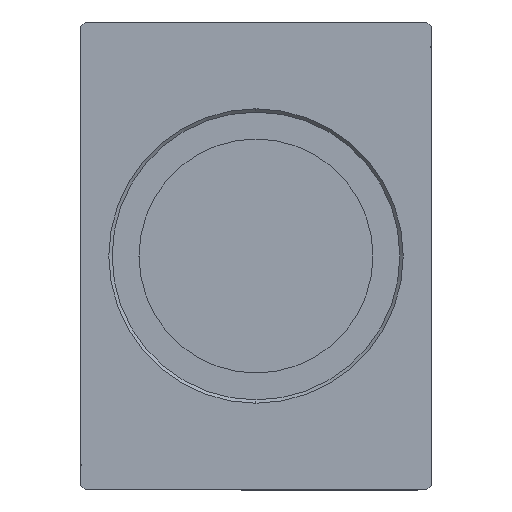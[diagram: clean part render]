
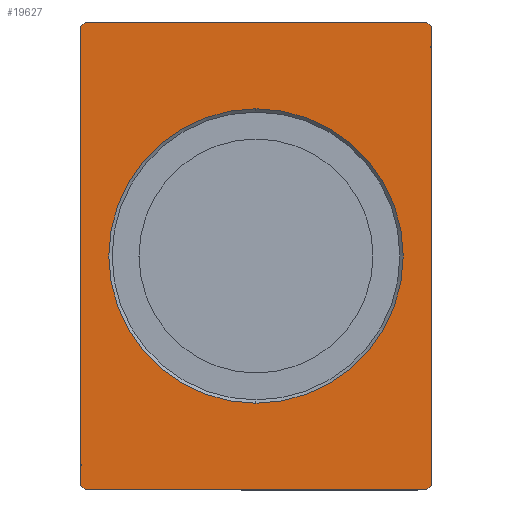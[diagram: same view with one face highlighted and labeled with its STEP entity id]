
A CAD part, left-side view. The second image highlights one B-rep face of the part: STEP entity #19627.
In plain terms, the highlighted planar face has unit normal (-1, 0, 0).
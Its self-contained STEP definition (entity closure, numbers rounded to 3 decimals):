
#195 = CARTESIAN_POINT ( 'NONE',  ( 0., 37.5, -49. ) ) ;
#739 = EDGE_CURVE ( 'NONE', #28143, #28654, #15142, .T. ) ;
#1020 = CARTESIAN_POINT ( 'NONE',  ( 0., -36.5, 50. ) ) ;
#1125 = EDGE_CURVE ( 'NONE', #31579, #39840, #18993, .T. ) ;
#1785 = CARTESIAN_POINT ( 'NONE',  ( 0., -36.5, -50. ) ) ;
#3711 = VECTOR ( 'NONE', #33349, 1000. ) ;
#3729 = CARTESIAN_POINT ( 'NONE',  ( 0., 0., 31.45 ) ) ;
#3790 = DIRECTION ( 'NONE',  ( 0., 1., 0. ) ) ;
#4490 = LINE ( 'NONE', #17078, #5116 ) ;
#5116 = VECTOR ( 'NONE', #29679, 1000. ) ;
#5434 = CARTESIAN_POINT ( 'NONE',  ( 0., 37.5, 49. ) ) ;
#5805 = VERTEX_POINT ( 'NONE', #1785 ) ;
#6185 = ORIENTED_EDGE ( 'NONE', *, *, #18008, .F. ) ;
#6216 = ORIENTED_EDGE ( 'NONE', *, *, #14520, .T. ) ;
#6968 = EDGE_CURVE ( 'NONE', #24052, #40277, #24236, .T. ) ;
#7027 = VECTOR ( 'NONE', #16150, 1000. ) ;
#7610 = VECTOR ( 'NONE', #34121, 1000. ) ;
#8236 = ORIENTED_EDGE ( 'NONE', *, *, #25406, .F. ) ;
#9082 = DIRECTION ( 'NONE',  ( 0., 0.707, -0.707 ) ) ;
#9225 = VERTEX_POINT ( 'NONE', #32476 ) ;
#10223 = ORIENTED_EDGE ( 'NONE', *, *, #6968, .T. ) ;
#10397 = DIRECTION ( 'NONE',  ( 0., 0., -1. ) ) ;
#11352 = VECTOR ( 'NONE', #30279, 1000. ) ;
#11998 = EDGE_CURVE ( 'NONE', #22787, #28143, #4490, .T. ) ;
#12170 = CARTESIAN_POINT ( 'NONE',  ( 0., -37.5, -49. ) ) ;
#12342 = DIRECTION ( 'NONE',  ( 1., 0., 0. ) ) ;
#12649 = CARTESIAN_POINT ( 'NONE',  ( 0., 36.5, -50. ) ) ;
#13039 = ORIENTED_EDGE ( 'NONE', *, *, #33277, .F. ) ;
#13980 = AXIS2_PLACEMENT_3D ( 'NONE', #28483, #16903, #35896 ) ;
#14520 = EDGE_CURVE ( 'NONE', #40277, #24052, #32877, .T. ) ;
#14734 = CARTESIAN_POINT ( 'NONE',  ( 0., -37.5, 49. ) ) ;
#15050 = AXIS2_PLACEMENT_3D ( 'NONE', #29181, #20103, #10397 ) ;
#15142 = LINE ( 'NONE', #14734, #3711 ) ;
#15374 = CARTESIAN_POINT ( 'NONE',  ( 0., 36.5, 50. ) ) ;
#15897 = PLANE ( 'NONE',  #13980 ) ;
#16150 = DIRECTION ( 'NONE',  ( 0., -0.707, 0.707 ) ) ;
#16903 = DIRECTION ( 'NONE',  ( 1., 0., 0. ) ) ;
#17078 = CARTESIAN_POINT ( 'NONE',  ( 0., -36.5, 50. ) ) ;
#17211 = CARTESIAN_POINT ( 'NONE',  ( 0., -37.5, 49. ) ) ;
#17638 = AXIS2_PLACEMENT_3D ( 'NONE', #21840, #12342, #34431 ) ;
#17776 = CARTESIAN_POINT ( 'NONE',  ( 0., -37.5, -49. ) ) ;
#18008 = EDGE_CURVE ( 'NONE', #28654, #5805, #19198, .T. ) ;
#18993 = LINE ( 'NONE', #195, #39310 ) ;
#19198 = LINE ( 'NONE', #12170, #30277 ) ;
#19627 = ADVANCED_FACE ( 'NONE', ( #28696, #40671 ), #15897, .F. ) ;
#20103 = DIRECTION ( 'NONE',  ( 1., 0., 0. ) ) ;
#21840 = CARTESIAN_POINT ( 'NONE',  ( 0., 0., 0. ) ) ;
#22258 = CARTESIAN_POINT ( 'NONE',  ( 0., 37.5, -49. ) ) ;
#22787 = VERTEX_POINT ( 'NONE', #1020 ) ;
#24052 = VERTEX_POINT ( 'NONE', #32363 ) ;
#24236 = CIRCLE ( 'NONE', #17638, 31.45 ) ;
#24478 = CARTESIAN_POINT ( 'NONE',  ( 0., 36.5, 50. ) ) ;
#25406 = EDGE_CURVE ( 'NONE', #39840, #30857, #35747, .T. ) ;
#25787 = EDGE_LOOP ( 'NONE', ( #6216, #10223 ) ) ;
#27165 = EDGE_LOOP ( 'NONE', ( #8236, #38395, #40741, #13039, #6185, #29344, #36239, #29231 ) ) ;
#28143 = VERTEX_POINT ( 'NONE', #17211 ) ;
#28483 = CARTESIAN_POINT ( 'NONE',  ( 0., 0., 0. ) ) ;
#28654 = VERTEX_POINT ( 'NONE', #17776 ) ;
#28696 = FACE_BOUND ( 'NONE', #25787, .T. ) ;
#28974 = CARTESIAN_POINT ( 'NONE',  ( 0., -36.5, -50. ) ) ;
#29170 = LINE ( 'NONE', #28974, #40436 ) ;
#29181 = CARTESIAN_POINT ( 'NONE',  ( 0., 0., 0. ) ) ;
#29231 = ORIENTED_EDGE ( 'NONE', *, *, #29726, .F. ) ;
#29344 = ORIENTED_EDGE ( 'NONE', *, *, #739, .F. ) ;
#29679 = DIRECTION ( 'NONE',  ( 0., -0.707, -0.707 ) ) ;
#29726 = EDGE_CURVE ( 'NONE', #30857, #22787, #40165, .T. ) ;
#30277 = VECTOR ( 'NONE', #9082, 1000. ) ;
#30279 = DIRECTION ( 'NONE',  ( 0., -1., 0. ) ) ;
#30857 = VERTEX_POINT ( 'NONE', #15374 ) ;
#31579 = VERTEX_POINT ( 'NONE', #22258 ) ;
#31582 = DIRECTION ( 'NONE',  ( 0., 0., 1. ) ) ;
#32363 = CARTESIAN_POINT ( 'NONE',  ( 0., 0., -31.45 ) ) ;
#32476 = CARTESIAN_POINT ( 'NONE',  ( 0., 36.5, -50. ) ) ;
#32877 = CIRCLE ( 'NONE', #15050, 31.45 ) ;
#33277 = EDGE_CURVE ( 'NONE', #5805, #9225, #29170, .T. ) ;
#33349 = DIRECTION ( 'NONE',  ( 0., 0., -1. ) ) ;
#34121 = DIRECTION ( 'NONE',  ( 0., 0.707, 0.707 ) ) ;
#34431 = DIRECTION ( 'NONE',  ( 0., 0., -1. ) ) ;
#34535 = LINE ( 'NONE', #12649, #7610 ) ;
#35747 = LINE ( 'NONE', #38459, #7027 ) ;
#35896 = DIRECTION ( 'NONE',  ( 0., 0., -1. ) ) ;
#36239 = ORIENTED_EDGE ( 'NONE', *, *, #11998, .F. ) ;
#38395 = ORIENTED_EDGE ( 'NONE', *, *, #1125, .F. ) ;
#38459 = CARTESIAN_POINT ( 'NONE',  ( 0., 37.5, 49. ) ) ;
#39042 = EDGE_CURVE ( 'NONE', #9225, #31579, #34535, .T. ) ;
#39310 = VECTOR ( 'NONE', #31582, 1000. ) ;
#39840 = VERTEX_POINT ( 'NONE', #5434 ) ;
#40165 = LINE ( 'NONE', #24478, #11352 ) ;
#40277 = VERTEX_POINT ( 'NONE', #3729 ) ;
#40436 = VECTOR ( 'NONE', #3790, 1000. ) ;
#40671 = FACE_OUTER_BOUND ( 'NONE', #27165, .T. ) ;
#40741 = ORIENTED_EDGE ( 'NONE', *, *, #39042, .F. ) ;
